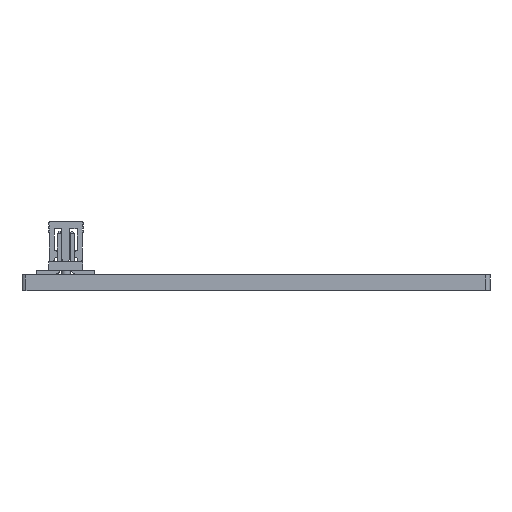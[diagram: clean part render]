
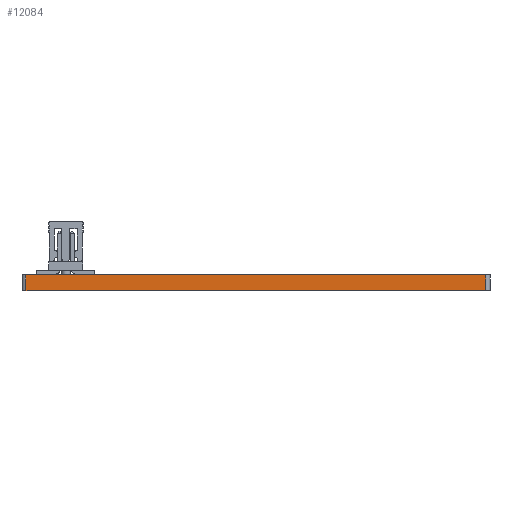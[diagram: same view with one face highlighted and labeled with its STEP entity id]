
A CAD part, front view. The second image highlights one B-rep face of the part: STEP entity #12084.
In plain terms, the highlighted planar face has unit normal (0, -1, 0).
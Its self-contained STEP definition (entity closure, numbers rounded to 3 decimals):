
#12084 = ADVANCED_FACE('',(#12085),#12099,.T.);
#12085 = FACE_BOUND('',#12086,.T.);
#12086 = EDGE_LOOP('',(#12087,#12122,#12150,#12178));
#12087 = ORIENTED_EDGE('',*,*,#12088,.T.);
#12088 = EDGE_CURVE('',#12089,#12091,#12093,.T.);
#12089 = VERTEX_POINT('',#12090);
#12090 = CARTESIAN_POINT('',(169.8,-124.,0.));
#12091 = VERTEX_POINT('',#12092);
#12092 = CARTESIAN_POINT('',(169.8,-124.,1.6));
#12093 = SURFACE_CURVE('',#12094,(#12098,#12110),.PCURVE_S1.);
#12094 = LINE('',#12095,#12096);
#12095 = CARTESIAN_POINT('',(169.8,-124.,0.));
#12096 = VECTOR('',#12097,1.);
#12097 = DIRECTION('',(0.,0.,1.));
#12098 = PCURVE('',#12099,#12104);
#12099 = PLANE('',#12100);
#12100 = AXIS2_PLACEMENT_3D('',#12101,#12102,#12103);
#12101 = CARTESIAN_POINT('',(169.8,-124.,0.));
#12102 = DIRECTION('',(0.,-1.,0.));
#12103 = DIRECTION('',(-1.,0.,0.));
#12104 = DEFINITIONAL_REPRESENTATION('',(#12105),#12109);
#12105 = LINE('',#12106,#12107);
#12106 = CARTESIAN_POINT('',(0.,0.));
#12107 = VECTOR('',#12108,1.);
#12108 = DIRECTION('',(0.,-1.));
#12109 = ( GEOMETRIC_REPRESENTATION_CONTEXT(2) 
PARAMETRIC_REPRESENTATION_CONTEXT() REPRESENTATION_CONTEXT('2D SPACE',''
  ) );
#12110 = PCURVE('',#12111,#12116);
#12111 = CYLINDRICAL_SURFACE('',#12112,0.4);
#12112 = AXIS2_PLACEMENT_3D('',#12113,#12114,#12115);
#12113 = CARTESIAN_POINT('',(169.8,-123.6,0.));
#12114 = DIRECTION('',(-0.,-0.,-1.));
#12115 = DIRECTION('',(1.,0.,-0.));
#12116 = DEFINITIONAL_REPRESENTATION('',(#12117),#12121);
#12117 = LINE('',#12118,#12119);
#12118 = CARTESIAN_POINT('',(-4.712,0.));
#12119 = VECTOR('',#12120,1.);
#12120 = DIRECTION('',(-0.,-1.));
#12121 = ( GEOMETRIC_REPRESENTATION_CONTEXT(2) 
PARAMETRIC_REPRESENTATION_CONTEXT() REPRESENTATION_CONTEXT('2D SPACE',''
  ) );
#12122 = ORIENTED_EDGE('',*,*,#12123,.T.);
#12123 = EDGE_CURVE('',#12091,#12124,#12126,.T.);
#12124 = VERTEX_POINT('',#12125);
#12125 = CARTESIAN_POINT('',(123.8,-124.,1.6));
#12126 = SURFACE_CURVE('',#12127,(#12131,#12138),.PCURVE_S1.);
#12127 = LINE('',#12128,#12129);
#12128 = CARTESIAN_POINT('',(169.8,-124.,1.6));
#12129 = VECTOR('',#12130,1.);
#12130 = DIRECTION('',(-1.,0.,0.));
#12131 = PCURVE('',#12099,#12132);
#12132 = DEFINITIONAL_REPRESENTATION('',(#12133),#12137);
#12133 = LINE('',#12134,#12135);
#12134 = CARTESIAN_POINT('',(0.,-1.6));
#12135 = VECTOR('',#12136,1.);
#12136 = DIRECTION('',(1.,0.));
#12137 = ( GEOMETRIC_REPRESENTATION_CONTEXT(2) 
PARAMETRIC_REPRESENTATION_CONTEXT() REPRESENTATION_CONTEXT('2D SPACE',''
  ) );
#12138 = PCURVE('',#12139,#12144);
#12139 = PLANE('',#12140);
#12140 = AXIS2_PLACEMENT_3D('',#12141,#12142,#12143);
#12141 = CARTESIAN_POINT('',(146.648,-100.734,1.6));
#12142 = DIRECTION('',(-0.,-0.,-1.));
#12143 = DIRECTION('',(-1.,0.,0.));
#12144 = DEFINITIONAL_REPRESENTATION('',(#12145),#12149);
#12145 = LINE('',#12146,#12147);
#12146 = CARTESIAN_POINT('',(-23.152,-23.266));
#12147 = VECTOR('',#12148,1.);
#12148 = DIRECTION('',(1.,0.));
#12149 = ( GEOMETRIC_REPRESENTATION_CONTEXT(2) 
PARAMETRIC_REPRESENTATION_CONTEXT() REPRESENTATION_CONTEXT('2D SPACE',''
  ) );
#12150 = ORIENTED_EDGE('',*,*,#12151,.F.);
#12151 = EDGE_CURVE('',#12152,#12124,#12154,.T.);
#12152 = VERTEX_POINT('',#12153);
#12153 = CARTESIAN_POINT('',(123.8,-124.,0.));
#12154 = SURFACE_CURVE('',#12155,(#12159,#12166),.PCURVE_S1.);
#12155 = LINE('',#12156,#12157);
#12156 = CARTESIAN_POINT('',(123.8,-124.,0.));
#12157 = VECTOR('',#12158,1.);
#12158 = DIRECTION('',(0.,0.,1.));
#12159 = PCURVE('',#12099,#12160);
#12160 = DEFINITIONAL_REPRESENTATION('',(#12161),#12165);
#12161 = LINE('',#12162,#12163);
#12162 = CARTESIAN_POINT('',(46.,0.));
#12163 = VECTOR('',#12164,1.);
#12164 = DIRECTION('',(0.,-1.));
#12165 = ( GEOMETRIC_REPRESENTATION_CONTEXT(2) 
PARAMETRIC_REPRESENTATION_CONTEXT() REPRESENTATION_CONTEXT('2D SPACE',''
  ) );
#12166 = PCURVE('',#12167,#12172);
#12167 = CYLINDRICAL_SURFACE('',#12168,0.4);
#12168 = AXIS2_PLACEMENT_3D('',#12169,#12170,#12171);
#12169 = CARTESIAN_POINT('',(123.8,-123.6,0.));
#12170 = DIRECTION('',(-0.,-0.,-1.));
#12171 = DIRECTION('',(1.,0.,-0.));
#12172 = DEFINITIONAL_REPRESENTATION('',(#12173),#12177);
#12173 = LINE('',#12174,#12175);
#12174 = CARTESIAN_POINT('',(-4.712,0.));
#12175 = VECTOR('',#12176,1.);
#12176 = DIRECTION('',(-0.,-1.));
#12177 = ( GEOMETRIC_REPRESENTATION_CONTEXT(2) 
PARAMETRIC_REPRESENTATION_CONTEXT() REPRESENTATION_CONTEXT('2D SPACE',''
  ) );
#12178 = ORIENTED_EDGE('',*,*,#12179,.F.);
#12179 = EDGE_CURVE('',#12089,#12152,#12180,.T.);
#12180 = SURFACE_CURVE('',#12181,(#12185,#12192),.PCURVE_S1.);
#12181 = LINE('',#12182,#12183);
#12182 = CARTESIAN_POINT('',(169.8,-124.,0.));
#12183 = VECTOR('',#12184,1.);
#12184 = DIRECTION('',(-1.,0.,0.));
#12185 = PCURVE('',#12099,#12186);
#12186 = DEFINITIONAL_REPRESENTATION('',(#12187),#12191);
#12187 = LINE('',#12188,#12189);
#12188 = CARTESIAN_POINT('',(0.,0.));
#12189 = VECTOR('',#12190,1.);
#12190 = DIRECTION('',(1.,0.));
#12191 = ( GEOMETRIC_REPRESENTATION_CONTEXT(2) 
PARAMETRIC_REPRESENTATION_CONTEXT() REPRESENTATION_CONTEXT('2D SPACE',''
  ) );
#12192 = PCURVE('',#12193,#12198);
#12193 = PLANE('',#12194);
#12194 = AXIS2_PLACEMENT_3D('',#12195,#12196,#12197);
#12195 = CARTESIAN_POINT('',(146.648,-100.734,0.));
#12196 = DIRECTION('',(-0.,-0.,-1.));
#12197 = DIRECTION('',(-1.,0.,0.));
#12198 = DEFINITIONAL_REPRESENTATION('',(#12199),#12203);
#12199 = LINE('',#12200,#12201);
#12200 = CARTESIAN_POINT('',(-23.152,-23.266));
#12201 = VECTOR('',#12202,1.);
#12202 = DIRECTION('',(1.,0.));
#12203 = ( GEOMETRIC_REPRESENTATION_CONTEXT(2) 
PARAMETRIC_REPRESENTATION_CONTEXT() REPRESENTATION_CONTEXT('2D SPACE',''
  ) );
